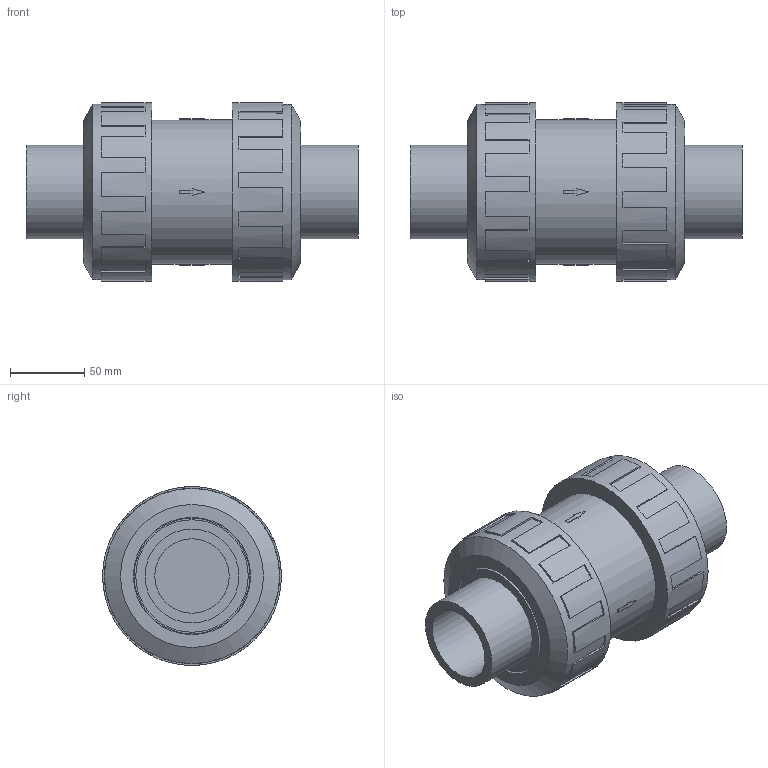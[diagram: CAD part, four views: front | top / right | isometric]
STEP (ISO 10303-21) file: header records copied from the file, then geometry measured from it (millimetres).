
FILE_DESCRIPTION((''),'2;1');
FILE_NAME('PV31001B063.stp','2022-02-18T07:50:20',('RL'),(''),'Autodesk Inventor 2012','Autodesk Inventor 2012','');
FILE_SCHEMA(('AUTOMOTIVE_DESIGN { 1 0 10303 214 1 1 1 1 }'));
Length unit declared in the file: millimetre
Products named in the file (1): PV31001B063
Bounding box: 223 x 120 x 120 mm (x, y, z)
Volume: 1379216.4 mm3; surface area: 197736.8 mm2
Topology: 3 solids, 3 shells, 191 faces, 492 edges, 326 vertices
Faces by surface type: plane 166, cylinder 23, cone 2
Full cylindrical faces by diameter (mm): 50 x2, 63 x2, 75.6 x2, 77.7 x2, 78.75 x2, 90.3 x2, 97.2 x3, 107.98 x2, 108 x2, 117.6 x2, 120 x2
Entity records: 5753 total; most frequent: DIRECTION 1024, CARTESIAN_POINT 980, ORIENTED_EDGE 928, EDGE_CURVE 464, AXIS2_PLACEMENT_3D 368, VERTEX_POINT 324, VECTOR 288, LINE 288
